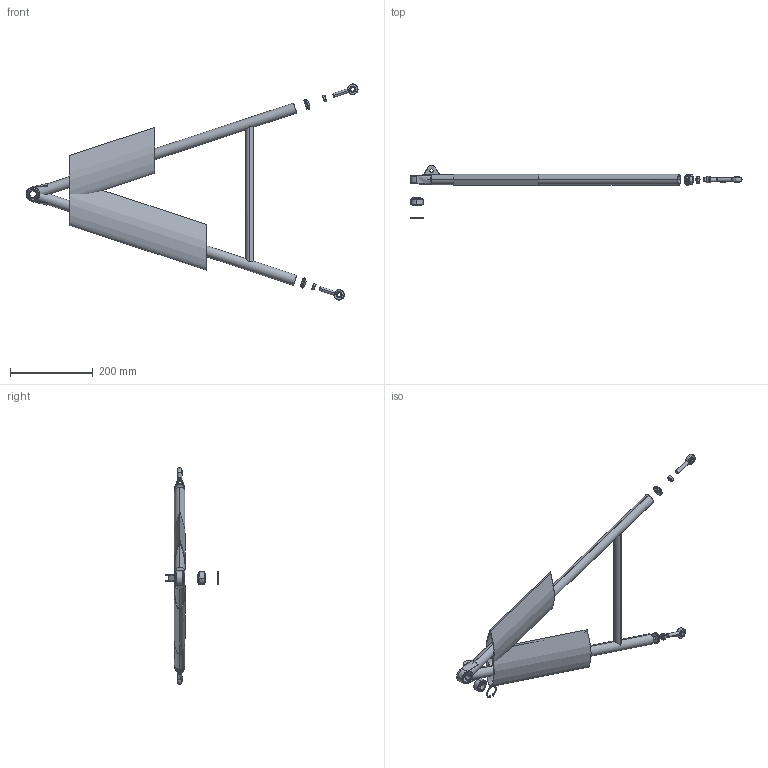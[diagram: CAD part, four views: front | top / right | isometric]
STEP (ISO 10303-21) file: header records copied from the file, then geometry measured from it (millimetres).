
FILE_DESCRIPTION (( 'STEP AP214' ), '1' );
FILE_NAME ('ControlArmRLower.STEP', '2019-01-26T03:38:48', ( 'pattaya2u' ), ( 'Microsoft' ), 'SwSTEP 2.0', 'SolidWorks 2018', '' );
FILE_SCHEMA (( 'AUTOMOTIVE_DESIGN' ));
Length unit declared in the file: metre
Products named in the file (11): RodEnd375-24L; Basic Internal Retaining Ring_am_B27.7M - 3BM1-30; RodEndBall375; RodEndRace375; Hex Jam Nut_AI_HJNUT 0.3750-24-D-N; SphericalBearing625; SphericalBeaingRace625; SphericalBearingBall625; ControlArmEnd375-24L; ControlArmRL_Default<As Machined>; ControlArmRLower
Assembly tree (13 placements, depth 3):
  ControlArmRLower
    ControlArmRL_Default<As Machined>
    ControlArmEnd375-24L  x2
    SphericalBearing625
      SphericalBearingBall625
      SphericalBeaingRace625
    Hex Jam Nut_AI_HJNUT 0.3750-24-D-N  x2
    RodEnd375-24L  x2
      RodEndBall375
      RodEndRace375
    Basic Internal Retaining Ring_am_B27.7M - 3BM1-30
Bounding box: 800.04 x 127.03 x 520.93 mm (x, y, z)
Volume: 376566.3 mm3; surface area: 509351 mm2
Topology: 23 solids, 23 shells, 295 faces, 720 edges, 446 vertices
Faces by surface type: cylinder 111, plane 90, cone 44, bspline 34, sphere 16
Entity records: 11177 total; most frequent: CARTESIAN_POINT 4431, ORIENTED_EDGE 1104, DIRECTION 1017, EDGE_CURVE 552, AXIS2_PLACEMENT_3D 414, VERTEX_POINT 348, EDGE_LOOP 272, FACE_OUTER_BOUND 238
